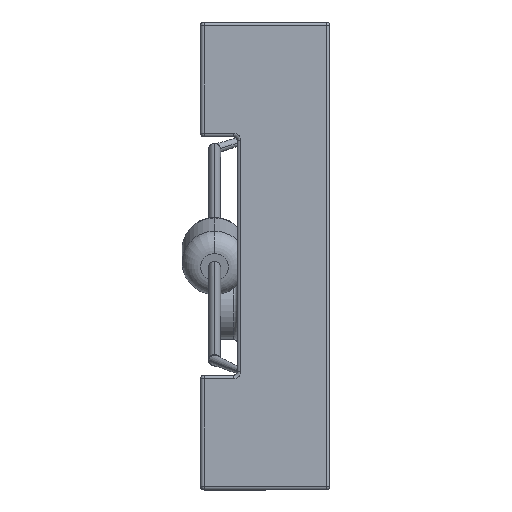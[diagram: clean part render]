
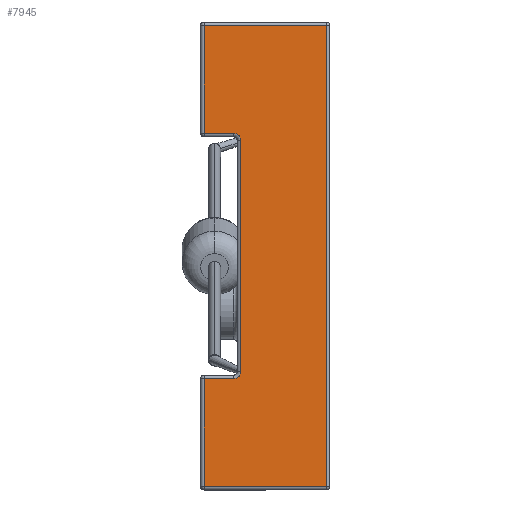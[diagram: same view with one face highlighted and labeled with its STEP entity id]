
A CAD part, left-side view. The second image highlights one B-rep face of the part: STEP entity #7945.
In plain terms, the highlighted planar face has unit normal (-1, 0, 0).
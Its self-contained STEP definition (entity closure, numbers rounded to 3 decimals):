
#10 = LINE ( 'NONE', #6648, #7195 ) ;
#149 = EDGE_CURVE ( 'NONE', #1726, #3735, #6020, .T. ) ;
#373 = VERTEX_POINT ( 'NONE', #5103 ) ;
#428 = LINE ( 'NONE', #5239, #7605 ) ;
#545 = LINE ( 'NONE', #3464, #7706 ) ;
#683 = EDGE_CURVE ( 'NONE', #3675, #3647, #10, .T. ) ;
#859 = LINE ( 'NONE', #1583, #2499 ) ;
#937 = CARTESIAN_POINT ( 'NONE',  ( -10.15, 2.715, 4.975 ) ) ;
#1004 = ORIENTED_EDGE ( 'NONE', *, *, #683, .T. ) ;
#1081 = EDGE_CURVE ( 'NONE', #3787, #5791, #6214, .T. ) ;
#1102 = CARTESIAN_POINT ( 'NONE',  ( -10.15, 0., -4.975 ) ) ;
#1330 = DIRECTION ( 'NONE',  ( -1., 0., 0. ) ) ;
#1426 = VECTOR ( 'NONE', #4002, 1000. ) ;
#1559 = LINE ( 'NONE', #8641, #8690 ) ;
#1583 = CARTESIAN_POINT ( 'NONE',  ( -10.15, 2.715, 0. ) ) ;
#1598 = AXIS2_PLACEMENT_3D ( 'NONE', #5527, #1330, #6216 ) ;
#1726 = VERTEX_POINT ( 'NONE', #2064 ) ;
#1843 = EDGE_CURVE ( 'NONE', #6875, #373, #1559, .T. ) ;
#1935 = DIRECTION ( 'NONE',  ( 1., 0., 0. ) ) ;
#2064 = CARTESIAN_POINT ( 'NONE',  ( -10.15, 1.925, 2.495 ) ) ;
#2163 = DIRECTION ( 'NONE',  ( 0., -1., 0. ) ) ;
#2343 = ORIENTED_EDGE ( 'NONE', *, *, #6337, .F. ) ;
#2499 = VECTOR ( 'NONE', #8466, 1000. ) ;
#2618 = EDGE_CURVE ( 'NONE', #5791, #3675, #5163, .T. ) ;
#2624 = CARTESIAN_POINT ( 'NONE',  ( -10.15, 0., 0. ) ) ;
#2637 = CIRCLE ( 'NONE', #6641, 0.15 ) ;
#2722 = EDGE_CURVE ( 'NONE', #6682, #3735, #2637, .T. ) ;
#2730 = VECTOR ( 'NONE', #2163, 1000. ) ;
#2752 = VERTEX_POINT ( 'NONE', #5494 ) ;
#3016 = DIRECTION ( 'NONE',  ( 0., 0., -1. ) ) ;
#3052 = CARTESIAN_POINT ( 'NONE',  ( -10.15, 1.925, 0. ) ) ;
#3110 = DIRECTION ( 'NONE',  ( 0., 0., -1. ) ) ;
#3442 = ORIENTED_EDGE ( 'NONE', *, *, #2722, .F. ) ;
#3464 = CARTESIAN_POINT ( 'NONE',  ( -10.15, 2.715, 0. ) ) ;
#3546 = ORIENTED_EDGE ( 'NONE', *, *, #8206, .T. ) ;
#3647 = VERTEX_POINT ( 'NONE', #937 ) ;
#3675 = VERTEX_POINT ( 'NONE', #6663 ) ;
#3735 = VERTEX_POINT ( 'NONE', #5359 ) ;
#3787 = VERTEX_POINT ( 'NONE', #7093 ) ;
#3883 = CARTESIAN_POINT ( 'NONE',  ( -10.15, 2.075, -2.645 ) ) ;
#4002 = DIRECTION ( 'NONE',  ( 0., 0., 1. ) ) ;
#4024 = PLANE ( 'NONE',  #8104 ) ;
#4122 = EDGE_LOOP ( 'NONE', ( #3546, #7447, #2343, #6496, #3442, #6611, #8723, #5523, #7775, #1004 ) ) ;
#4254 = EDGE_CURVE ( 'NONE', #2752, #3787, #545, .T. ) ;
#4366 = CIRCLE ( 'NONE', #1598, 0.15 ) ;
#4448 = EDGE_CURVE ( 'NONE', #6682, #2752, #428, .T. ) ;
#4706 = FACE_OUTER_BOUND ( 'NONE', #4122, .T. ) ;
#4839 = DIRECTION ( 'NONE',  ( 0., 0., -1. ) ) ;
#4906 = DIRECTION ( 'NONE',  ( -1., 0., 0. ) ) ;
#4930 = CARTESIAN_POINT ( 'NONE',  ( -10.15, 2.075, -2.495 ) ) ;
#5103 = CARTESIAN_POINT ( 'NONE',  ( -10.15, 2.075, 2.645 ) ) ;
#5163 = LINE ( 'NONE', #6184, #1426 ) ;
#5239 = CARTESIAN_POINT ( 'NONE',  ( -10.15, 0., -2.645 ) ) ;
#5359 = CARTESIAN_POINT ( 'NONE',  ( -10.15, 1.925, -2.495 ) ) ;
#5494 = CARTESIAN_POINT ( 'NONE',  ( -10.15, 2.715, -2.645 ) ) ;
#5523 = ORIENTED_EDGE ( 'NONE', *, *, #1081, .T. ) ;
#5527 = CARTESIAN_POINT ( 'NONE',  ( -10.15, 2.075, 2.495 ) ) ;
#5791 = VERTEX_POINT ( 'NONE', #6652 ) ;
#6020 = LINE ( 'NONE', #3052, #8035 ) ;
#6184 = CARTESIAN_POINT ( 'NONE',  ( -10.15, 0.075, 0. ) ) ;
#6214 = LINE ( 'NONE', #1102, #2730 ) ;
#6216 = DIRECTION ( 'NONE',  ( 0., 0., -1. ) ) ;
#6273 = DIRECTION ( 'NONE',  ( 0., 1., 0. ) ) ;
#6337 = EDGE_CURVE ( 'NONE', #1726, #373, #4366, .T. ) ;
#6340 = CARTESIAN_POINT ( 'NONE',  ( -10.15, 2.715, 2.645 ) ) ;
#6496 = ORIENTED_EDGE ( 'NONE', *, *, #149, .T. ) ;
#6611 = ORIENTED_EDGE ( 'NONE', *, *, #4448, .T. ) ;
#6641 = AXIS2_PLACEMENT_3D ( 'NONE', #4930, #4906, #4839 ) ;
#6648 = CARTESIAN_POINT ( 'NONE',  ( -10.15, 0., 4.975 ) ) ;
#6652 = CARTESIAN_POINT ( 'NONE',  ( -10.15, 0.075, -4.975 ) ) ;
#6663 = CARTESIAN_POINT ( 'NONE',  ( -10.15, 0.075, 4.975 ) ) ;
#6682 = VERTEX_POINT ( 'NONE', #3883 ) ;
#6819 = DIRECTION ( 'NONE',  ( 0., 0., -1. ) ) ;
#6875 = VERTEX_POINT ( 'NONE', #6340 ) ;
#7093 = CARTESIAN_POINT ( 'NONE',  ( -10.15, 2.715, -4.975 ) ) ;
#7195 = VECTOR ( 'NONE', #6273, 1000. ) ;
#7447 = ORIENTED_EDGE ( 'NONE', *, *, #1843, .T. ) ;
#7605 = VECTOR ( 'NONE', #8654, 1000. ) ;
#7706 = VECTOR ( 'NONE', #3016, 1000. ) ;
#7775 = ORIENTED_EDGE ( 'NONE', *, *, #2618, .T. ) ;
#7945 = ADVANCED_FACE ( 'NONE', ( #4706 ), #4024, .F. ) ;
#8035 = VECTOR ( 'NONE', #3110, 1000. ) ;
#8104 = AXIS2_PLACEMENT_3D ( 'NONE', #2624, #1935, #6819 ) ;
#8206 = EDGE_CURVE ( 'NONE', #3647, #6875, #859, .T. ) ;
#8466 = DIRECTION ( 'NONE',  ( 0., 0., -1. ) ) ;
#8578 = DIRECTION ( 'NONE',  ( 0., -1., 0. ) ) ;
#8641 = CARTESIAN_POINT ( 'NONE',  ( -10.15, 0., 2.645 ) ) ;
#8654 = DIRECTION ( 'NONE',  ( 0., 1., 0. ) ) ;
#8690 = VECTOR ( 'NONE', #8578, 1000. ) ;
#8723 = ORIENTED_EDGE ( 'NONE', *, *, #4254, .T. ) ;
